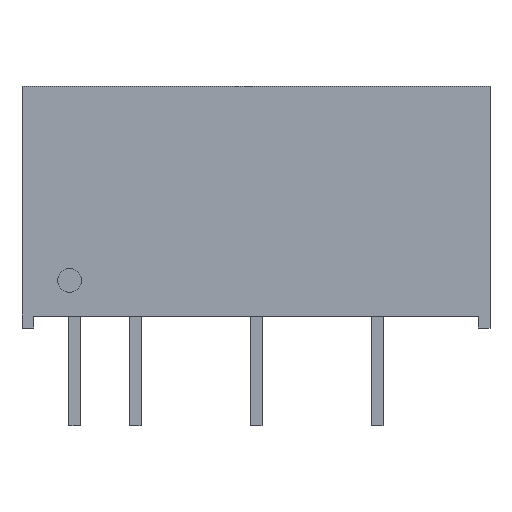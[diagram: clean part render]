
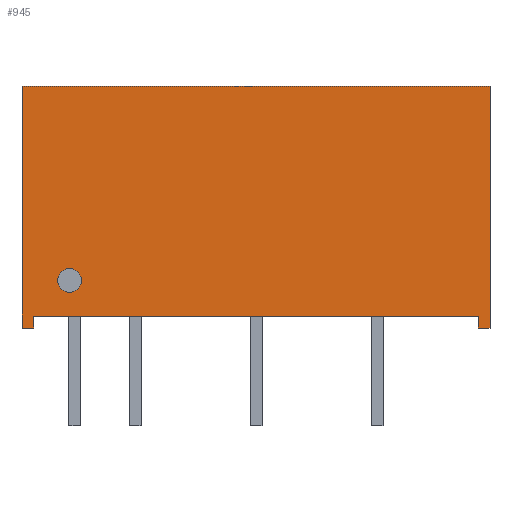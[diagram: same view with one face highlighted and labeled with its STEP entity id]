
A CAD part, top view. The second image highlights one B-rep face of the part: STEP entity #945.
In plain terms, the highlighted planar face has unit normal (0, 0, 1).
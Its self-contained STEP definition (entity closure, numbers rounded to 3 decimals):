
#7 = AXIS2_PLACEMENT_3D ( 'NONE', #353, #1078, #531 ) ;
#20 = CARTESIAN_POINT ( 'NONE',  ( -9.325, 0., 3. ) ) ;
#33 = CARTESIAN_POINT ( 'NONE',  ( 9.325, 0., 3. ) ) ;
#38 = ORIENTED_EDGE ( 'NONE', *, *, #72, .T. ) ;
#56 = CARTESIAN_POINT ( 'NONE',  ( -7.325, 2., 3. ) ) ;
#58 = EDGE_CURVE ( 'NONE', #681, #823, #384, .T. ) ;
#71 = LINE ( 'NONE', #933, #780 ) ;
#72 = EDGE_CURVE ( 'NONE', #792, #173, #851, .T. ) ;
#87 = AXIS2_PLACEMENT_3D ( 'NONE', #599, #882, #1151 ) ;
#97 = CARTESIAN_POINT ( 'NONE',  ( -9.325, 0.5, 3. ) ) ;
#103 = CARTESIAN_POINT ( 'NONE',  ( -8.325, 2., 3. ) ) ;
#122 = EDGE_CURVE ( 'NONE', #325, #792, #660, .T. ) ;
#125 = FACE_OUTER_BOUND ( 'NONE', #443, .T. ) ;
#131 = CARTESIAN_POINT ( 'NONE',  ( -9.325, 0., 3. ) ) ;
#158 = ORIENTED_EDGE ( 'NONE', *, *, #1173, .T. ) ;
#169 = CARTESIAN_POINT ( 'NONE',  ( -9.825, 0., 3. ) ) ;
#173 = VERTEX_POINT ( 'NONE', #464 ) ;
#181 = ORIENTED_EDGE ( 'NONE', *, *, #210, .T. ) ;
#200 = CARTESIAN_POINT ( 'NONE',  ( 9.325, 0., 3. ) ) ;
#206 = DIRECTION ( 'NONE',  ( 0., 1., 0. ) ) ;
#210 = EDGE_CURVE ( 'NONE', #441, #672, #71, .T. ) ;
#238 = CARTESIAN_POINT ( 'NONE',  ( 9.825, 10.16, 3. ) ) ;
#262 = DIRECTION ( 'NONE',  ( 1., 0., 0. ) ) ;
#318 = DIRECTION ( 'NONE',  ( 0., -1., 0. ) ) ;
#325 = VERTEX_POINT ( 'NONE', #131 ) ;
#340 = EDGE_CURVE ( 'NONE', #528, #857, #845, .T. ) ;
#343 = VECTOR ( 'NONE', #460, 1000. ) ;
#353 = CARTESIAN_POINT ( 'NONE',  ( -7.825, 2., 3. ) ) ;
#356 = CIRCLE ( 'NONE', #1122, 0.5 ) ;
#368 = VERTEX_POINT ( 'NONE', #533 ) ;
#384 = CIRCLE ( 'NONE', #7, 0.5 ) ;
#415 = DIRECTION ( 'NONE',  ( 0., 1., 0. ) ) ;
#429 = DIRECTION ( 'NONE',  ( 0., -1., 0. ) ) ;
#441 = VERTEX_POINT ( 'NONE', #549 ) ;
#443 = EDGE_LOOP ( 'NONE', ( #158, #839, #38, #1167, #650, #1084, #181, #729 ) ) ;
#448 = VECTOR ( 'NONE', #415, 1000. ) ;
#460 = DIRECTION ( 'NONE',  ( 1., 0., 0. ) ) ;
#464 = CARTESIAN_POINT ( 'NONE',  ( 9.325, 0.5, 3. ) ) ;
#523 = DIRECTION ( 'NONE',  ( 0., 0., 1. ) ) ;
#528 = VERTEX_POINT ( 'NONE', #200 ) ;
#531 = DIRECTION ( 'NONE',  ( 1., 0., 0. ) ) ;
#533 = CARTESIAN_POINT ( 'NONE',  ( -9.825, 0., 3. ) ) ;
#549 = CARTESIAN_POINT ( 'NONE',  ( 9.825, 10.16, 3. ) ) ;
#599 = CARTESIAN_POINT ( 'NONE',  ( 0., 0., 3. ) ) ;
#633 = ORIENTED_EDGE ( 'NONE', *, *, #1089, .F. ) ;
#634 = LINE ( 'NONE', #169, #1165 ) ;
#650 = ORIENTED_EDGE ( 'NONE', *, *, #340, .T. ) ;
#660 = LINE ( 'NONE', #97, #1007 ) ;
#672 = VERTEX_POINT ( 'NONE', #1088 ) ;
#678 = DIRECTION ( 'NONE',  ( 1., 0., 0. ) ) ;
#681 = VERTEX_POINT ( 'NONE', #103 ) ;
#714 = LINE ( 'NONE', #33, #1154 ) ;
#729 = ORIENTED_EDGE ( 'NONE', *, *, #1074, .T. ) ;
#730 = LINE ( 'NONE', #238, #448 ) ;
#776 = VECTOR ( 'NONE', #262, 1000. ) ;
#780 = VECTOR ( 'NONE', #948, 1000. ) ;
#792 = VERTEX_POINT ( 'NONE', #793 ) ;
#793 = CARTESIAN_POINT ( 'NONE',  ( -9.325, 0.5, 3. ) ) ;
#808 = CARTESIAN_POINT ( 'NONE',  ( 9.825, 0., 3. ) ) ;
#811 = LINE ( 'NONE', #20, #938 ) ;
#823 = VERTEX_POINT ( 'NONE', #56 ) ;
#827 = CARTESIAN_POINT ( 'NONE',  ( -7.825, 2., 3. ) ) ;
#839 = ORIENTED_EDGE ( 'NONE', *, *, #122, .T. ) ;
#845 = LINE ( 'NONE', #808, #776 ) ;
#851 = LINE ( 'NONE', #992, #343 ) ;
#857 = VERTEX_POINT ( 'NONE', #893 ) ;
#882 = DIRECTION ( 'NONE',  ( 0., 0., -1. ) ) ;
#893 = CARTESIAN_POINT ( 'NONE',  ( 9.825, 0., 3. ) ) ;
#921 = EDGE_CURVE ( 'NONE', #857, #441, #730, .T. ) ;
#933 = CARTESIAN_POINT ( 'NONE',  ( -9.825, 10.16, 3. ) ) ;
#938 = VECTOR ( 'NONE', #678, 1000. ) ;
#945 = ADVANCED_FACE ( 'NONE', ( #1083, #125 ), #1141, .F. ) ;
#948 = DIRECTION ( 'NONE',  ( -1., 0., 0. ) ) ;
#992 = CARTESIAN_POINT ( 'NONE',  ( 9.325, 0.5, 3. ) ) ;
#1002 = DIRECTION ( 'NONE',  ( 1., 0., 0. ) ) ;
#1007 = VECTOR ( 'NONE', #206, 1000. ) ;
#1074 = EDGE_CURVE ( 'NONE', #672, #368, #634, .T. ) ;
#1078 = DIRECTION ( 'NONE',  ( 0., 0., 1. ) ) ;
#1083 = FACE_BOUND ( 'NONE', #1147, .T. ) ;
#1084 = ORIENTED_EDGE ( 'NONE', *, *, #921, .T. ) ;
#1088 = CARTESIAN_POINT ( 'NONE',  ( -9.825, 10.16, 3. ) ) ;
#1089 = EDGE_CURVE ( 'NONE', #823, #681, #356, .T. ) ;
#1110 = ORIENTED_EDGE ( 'NONE', *, *, #58, .F. ) ;
#1122 = AXIS2_PLACEMENT_3D ( 'NONE', #827, #523, #1002 ) ;
#1140 = EDGE_CURVE ( 'NONE', #173, #528, #714, .T. ) ;
#1141 = PLANE ( 'NONE',  #87 ) ;
#1147 = EDGE_LOOP ( 'NONE', ( #633, #1110 ) ) ;
#1151 = DIRECTION ( 'NONE',  ( -1., 0., 0. ) ) ;
#1154 = VECTOR ( 'NONE', #318, 1000. ) ;
#1165 = VECTOR ( 'NONE', #429, 1000. ) ;
#1167 = ORIENTED_EDGE ( 'NONE', *, *, #1140, .T. ) ;
#1173 = EDGE_CURVE ( 'NONE', #368, #325, #811, .T. ) ;
